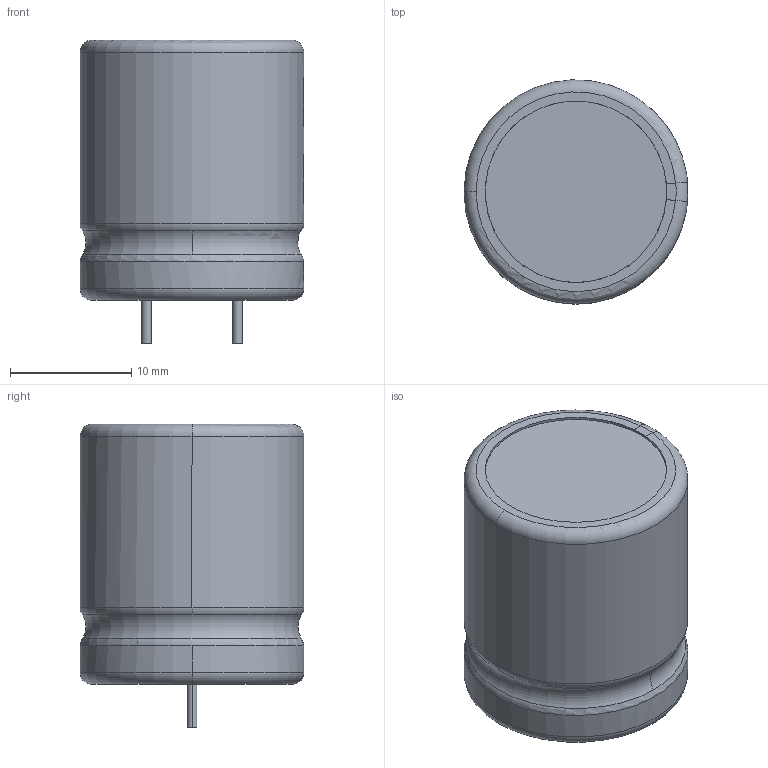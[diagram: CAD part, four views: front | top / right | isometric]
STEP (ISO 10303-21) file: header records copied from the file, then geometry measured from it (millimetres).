
FILE_DESCRIPTION((''),'2;1');
FILE_NAME('CAPPR750-1850X2150.stp','2014-11-06T16:12:24',(''),(''),'Mechanical Desktop 2011','Mechanical Desktop 2011',', , ');
FILE_SCHEMA(('AUTOMOTIVE_DESIGN { 1 2 10303 214 1 1 1 1 }'));
Length unit declared in the file: millimetre
Products named in the file (1): Product
Bounding box: 18.5 x 18.5 x 25.1 mm (x, y, z)
Volume: 5638.5 mm3; surface area: 2571.4 mm2
Topology: 9 solids, 9 shells, 81 faces, 179 edges, 117 vertices
Faces by surface type: plane 43, cylinder 26, torus 12
Entity records: 2329 total; most frequent: DIRECTION 444, CARTESIAN_POINT 378, ORIENTED_EDGE 358, AXIS2_PLACEMENT_3D 183, EDGE_CURVE 179, VERTEX_POINT 117, CIRCLE 101, EDGE_LOOP 82
